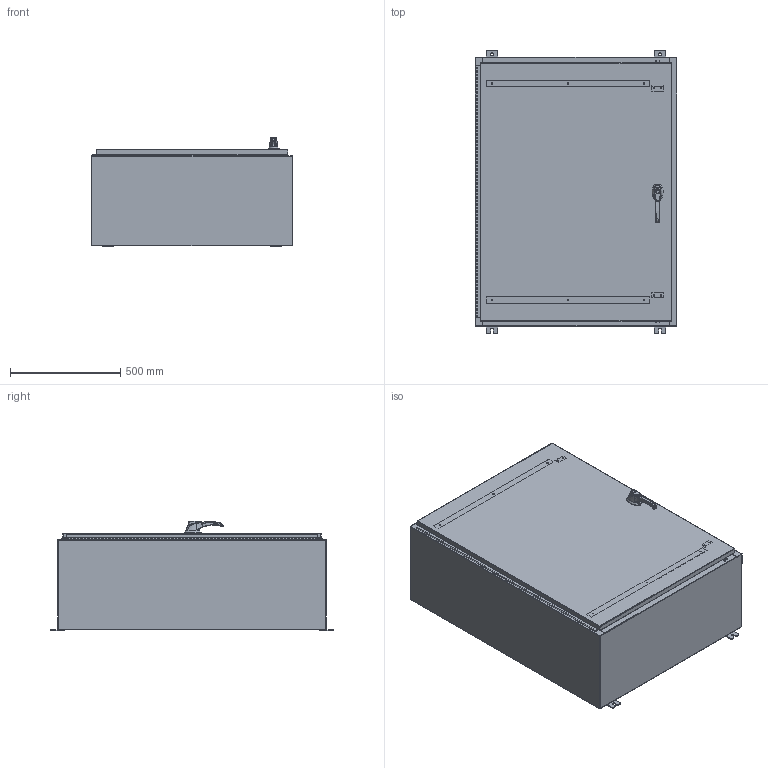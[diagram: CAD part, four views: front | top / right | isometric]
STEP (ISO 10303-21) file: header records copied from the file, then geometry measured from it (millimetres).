
FILE_DESCRIPTION (( 'STEP AP203' ), '1' );
FILE_NAME ('N48H3616SSWP3PT.STEP', '2014-02-03T17:23:01', ( 'changeme' ), ( 'Microsoft' ), 'SwSTEP 2.0', 'SolidWorks 2013', '' );
FILE_SCHEMA (( 'CONFIG_CONTROL_DESIGN' ));
Length unit declared in the file: inch
Products named in the file (29): N48H3616SSWP3PT Bottom; 00005310_26163101; 21130102; N48H3616SSWP3PT Hinge Enclosure Side2; N48H3616SSWP3PT Top; 022151; 00005090; N48H3616SSWP3PT Hinge Cover Side; N48H3616SSWP3PT; N48H3616SSWP3PT 263033_Industrilas; g26103103_26163303; N48H3616SSWP3PT 125 Pin Hinge; N48H3616SSWP3PT Defeater Handle - 3 - 2500-51 ZN; 033060_032151; N48H3616SSWP3PT Mounting Feet; NMP-SS-RODGUIDES; 297025; N48H3616SSWP3PT Enclosure Stiffener; N48H3616SSWP3PT Defeater Handle Rod; 012103_012102; N48H3616SSWP3PT Defeater Handle Stiffener; N48H3616SSWP3PT Cover; 00005309_G26103101; 26161102; N48H3616SSWP3PT Backpanel; N48H3616SSWP3PT Body; 2616310101; 297026; N48H3616SSWP3PT Mounting Studs
Assembly tree (43 placements, depth 4):
  N48H3616SSWP3PT
    N48H3616SSWP3PT Backpanel
    N48H3616SSWP3PT Mounting Studs  x8
    N48H3616SSWP3PT 125 Pin Hinge
      N48H3616SSWP3PT Hinge Enclosure Side2
      N48H3616SSWP3PT Hinge Cover Side
    N48H3616SSWP3PT Mounting Feet  x4
    N48H3616SSWP3PT Enclosure Stiffener  x2
    N48H3616SSWP3PT Defeater Handle Stiffener  x2
    N48H3616SSWP3PT 263033_Industrilas
      26161102
      297026
      21130102
      00005090
      g26103103_26163303
      033060_032151  x2
      297025
      012103_012102
      00005310_26163101
        00005309_G26103101
        2616310101
      022151
    N48H3616SSWP3PT Defeater Handle - 3 - 2500-51 ZN
    NMP-SS-RODGUIDES  x2
    N48H3616SSWP3PT Defeater Handle Rod  x2
    N48H3616SSWP3PT Cover
    N48H3616SSWP3PT Body
    N48H3616SSWP3PT Bottom
    N48H3616SSWP3PT Top
Bounding box: 914.4 x 1282.7 x 495.17 mm (x, y, z)
Volume: 11569560.6 mm3; surface area: 11385083.9 mm2
Topology: 39 solids, 41 shells, 3224 faces, 8076 edges, 4964 vertices
Faces by surface type: plane 1273, cylinder 1257, bspline 329, cone 301, torus 64
Entity records: 132834 total; most frequent: CARTESIAN_POINT 61720, ORIENTED_EDGE 14690, DIRECTION 13395, EDGE_CURVE 7346, AXIS2_PLACEMENT_3D 4852, VERTEX_POINT 4530, LINE 3691, VECTOR 3691
